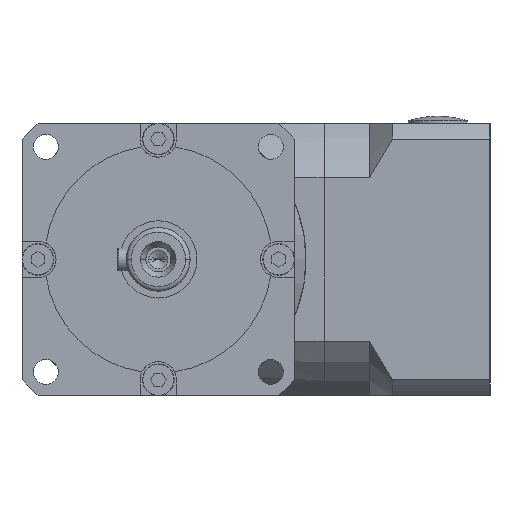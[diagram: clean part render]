
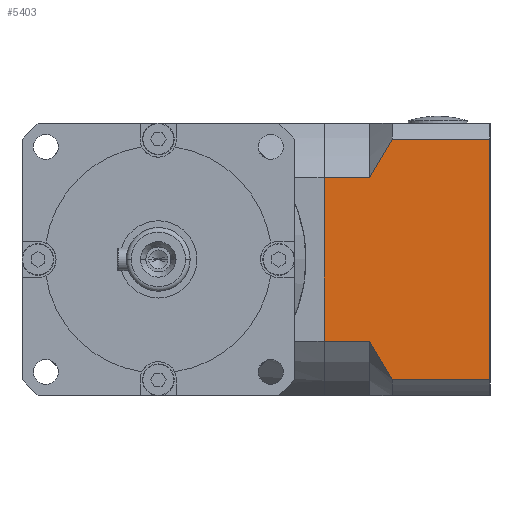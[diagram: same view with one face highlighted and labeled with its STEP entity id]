
A CAD part, left-side view. The second image highlights one B-rep face of the part: STEP entity #5403.
In plain terms, the highlighted planar face has unit normal (-1, 0, 0).
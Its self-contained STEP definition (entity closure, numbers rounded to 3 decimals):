
#364 = CARTESIAN_POINT ( 'NONE',  ( 8., -50.602, 25.101 ) ) ;
#554 = DIRECTION ( 'NONE',  ( 0., 1., 0. ) ) ;
#609 = CARTESIAN_POINT ( 'NONE',  ( 8., -73., -26.458 ) ) ;
#677 = CARTESIAN_POINT ( 'NONE',  ( 8., -73., -25. ) ) ;
#813 = EDGE_CURVE ( 'NONE', #1708, #8966, #5480, .T. ) ;
#846 = CARTESIAN_POINT ( 'NONE',  ( 8., -73., 18.028 ) ) ;
#931 = CARTESIAN_POINT ( 'NONE',  ( 8., -47.251, -19.486 ) ) ;
#1314 = DIRECTION ( 'NONE',  ( 0., 0., -1. ) ) ;
#1315 = CARTESIAN_POINT ( 'NONE',  ( 8., -36.5, -18.028 ) ) ;
#1606 = ORIENTED_EDGE ( 'NONE', *, *, #5058, .F. ) ;
#1708 = VERTEX_POINT ( 'NONE', #1315 ) ;
#1873 = CARTESIAN_POINT ( 'NONE',  ( 8., -73., 26.458 ) ) ;
#1956 = VERTEX_POINT ( 'NONE', #1873 ) ;
#3562 = CARTESIAN_POINT ( 'NONE',  ( 8., -50.601, -25.098 ) ) ;
#3754 = PLANE ( 'NONE',  #5261 ) ;
#3904 = ORIENTED_EDGE ( 'NONE', *, *, #13952, .F. ) ;
#4080 = LINE ( 'NONE', #9310, #15299 ) ;
#4252 = EDGE_CURVE ( 'NONE', #7978, #1708, #4963, .T. ) ;
#4265 = CARTESIAN_POINT ( 'NONE',  ( 8., -46.5, -18.028 ) ) ;
#4394 = DIRECTION ( 'NONE',  ( 0., -1., 0. ) ) ;
#4406 = VERTEX_POINT ( 'NONE', #9386 ) ;
#4771 = CARTESIAN_POINT ( 'NONE',  ( 8., -46.5, 18.028 ) ) ;
#4963 = LINE ( 'NONE', #11647, #11130 ) ;
#5058 = EDGE_CURVE ( 'NONE', #5656, #4406, #12371, .T. ) ;
#5083 = VECTOR ( 'NONE', #15473, 1000. ) ;
#5197 = VECTOR ( 'NONE', #554, 1000. ) ;
#5261 = AXIS2_PLACEMENT_3D ( 'NONE', #12601, #11266, #1314 ) ;
#5292 = CARTESIAN_POINT ( 'NONE',  ( 8., -49.731, 23.724 ) ) ;
#5403 = ADVANCED_FACE ( 'NONE', ( #8595 ), #3754, .F. ) ;
#5480 = LINE ( 'NONE', #8038, #5083 ) ;
#5608 = EDGE_CURVE ( 'NONE', #4406, #1956, #4080, .T. ) ;
#5656 = VERTEX_POINT ( 'NONE', #4771 ) ;
#5849 = CARTESIAN_POINT ( 'NONE',  ( 8., -51.5, -26.458 ) ) ;
#5969 = CARTESIAN_POINT ( 'NONE',  ( 8., -46.5, -18.028 ) ) ;
#6296 = ORIENTED_EDGE ( 'NONE', *, *, #8534, .F. ) ;
#6772 = DIRECTION ( 'NONE',  ( 0., 1., 0. ) ) ;
#7171 = DIRECTION ( 'NONE',  ( 0., 0., -1. ) ) ;
#7271 = CARTESIAN_POINT ( 'NONE',  ( 8., -49.728, -23.72 ) ) ;
#7686 = LINE ( 'NONE', #609, #5197 ) ;
#7714 = ORIENTED_EDGE ( 'NONE', *, *, #813, .F. ) ;
#7978 = VERTEX_POINT ( 'NONE', #4265 ) ;
#8038 = CARTESIAN_POINT ( 'NONE',  ( 8., -36.5, -28.686 ) ) ;
#8280 = LINE ( 'NONE', #677, #10994 ) ;
#8324 = CARTESIAN_POINT ( 'NONE',  ( 8., -51.5, -26.458 ) ) ;
#8490 = CARTESIAN_POINT ( 'NONE',  ( 8., -48.054, -20.915 ) ) ;
#8534 = EDGE_CURVE ( 'NONE', #1956, #14381, #8280, .T. ) ;
#8595 = FACE_OUTER_BOUND ( 'NONE', #14248, .T. ) ;
#8966 = VERTEX_POINT ( 'NONE', #15522 ) ;
#9310 = CARTESIAN_POINT ( 'NONE',  ( 8., -73., 26.458 ) ) ;
#9386 = CARTESIAN_POINT ( 'NONE',  ( 8., -51.5, 26.458 ) ) ;
#9828 = EDGE_CURVE ( 'NONE', #14381, #9964, #7686, .T. ) ;
#9964 = VERTEX_POINT ( 'NONE', #5849 ) ;
#10195 = CARTESIAN_POINT ( 'NONE',  ( 8., -48.057, 20.92 ) ) ;
#10327 = B_SPLINE_CURVE_WITH_KNOTS ( 'NONE', 3,
 ( #8324, #3562, #7271, #8490, #931, #5969 ),
 .UNSPECIFIED., .F., .F.,
 ( 4, 2, 4 ),
 ( 0.047, 0.052, 0.057 ),
 .UNSPECIFIED. ) ;
#10505 = ORIENTED_EDGE ( 'NONE', *, *, #9828, .F. ) ;
#10754 = VECTOR ( 'NONE', #15900, 1000. ) ;
#10856 = ORIENTED_EDGE ( 'NONE', *, *, #4252, .F. ) ;
#10994 = VECTOR ( 'NONE', #7171, 1000. ) ;
#11130 = VECTOR ( 'NONE', #6772, 1000. ) ;
#11266 = DIRECTION ( 'NONE',  ( 1., 0., 0. ) ) ;
#11647 = CARTESIAN_POINT ( 'NONE',  ( 8., -73., -18.028 ) ) ;
#12279 = LINE ( 'NONE', #846, #10754 ) ;
#12371 = B_SPLINE_CURVE_WITH_KNOTS ( 'NONE', 3,
 ( #15119, #12675, #10195, #5292, #364, #13946 ),
 .UNSPECIFIED., .F., .F.,
 ( 4, 2, 4 ),
 ( 0.095, 0.1, 0.105 ),
 .UNSPECIFIED. ) ;
#12601 = CARTESIAN_POINT ( 'NONE',  ( 8., -36.5, -28.686 ) ) ;
#12675 = CARTESIAN_POINT ( 'NONE',  ( 8., -47.254, 19.492 ) ) ;
#13524 = CARTESIAN_POINT ( 'NONE',  ( 8., -73., -26.458 ) ) ;
#13932 = ORIENTED_EDGE ( 'NONE', *, *, #5608, .F. ) ;
#13946 = CARTESIAN_POINT ( 'NONE',  ( 8., -51.5, 26.458 ) ) ;
#13952 = EDGE_CURVE ( 'NONE', #9964, #7978, #10327, .T. ) ;
#14248 = EDGE_LOOP ( 'NONE', ( #1606, #15422, #7714, #10856, #3904, #10505, #6296, #13932 ) ) ;
#14312 = EDGE_CURVE ( 'NONE', #8966, #5656, #12279, .T. ) ;
#14381 = VERTEX_POINT ( 'NONE', #13524 ) ;
#15119 = CARTESIAN_POINT ( 'NONE',  ( 8., -46.5, 18.028 ) ) ;
#15299 = VECTOR ( 'NONE', #4394, 1000. ) ;
#15422 = ORIENTED_EDGE ( 'NONE', *, *, #14312, .F. ) ;
#15473 = DIRECTION ( 'NONE',  ( 0., 0., 1. ) ) ;
#15522 = CARTESIAN_POINT ( 'NONE',  ( 8., -36.5, 18.028 ) ) ;
#15900 = DIRECTION ( 'NONE',  ( 0., -1., 0. ) ) ;
